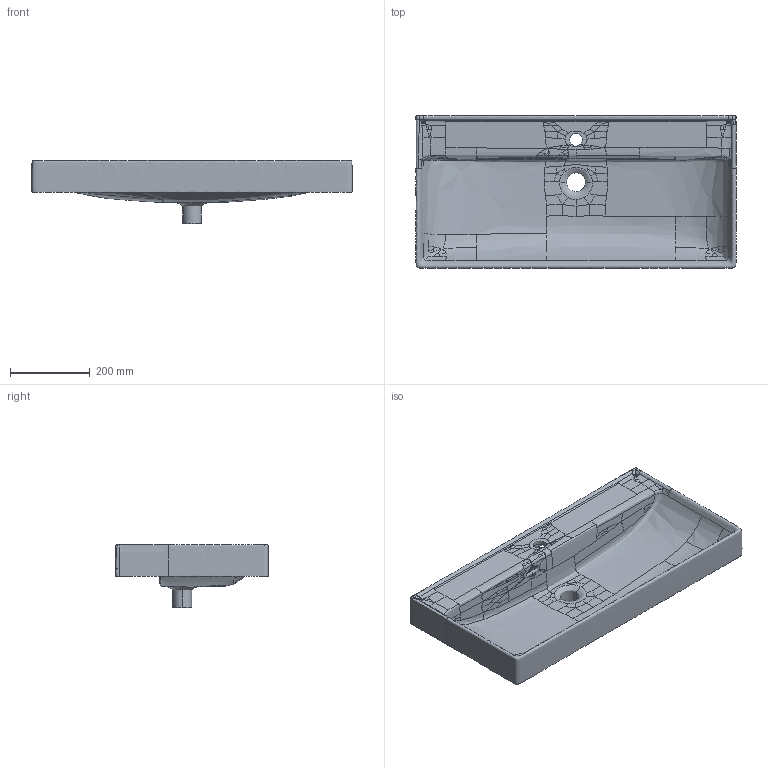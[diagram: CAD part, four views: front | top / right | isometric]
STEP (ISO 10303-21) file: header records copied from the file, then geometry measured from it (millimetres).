
FILE_DESCRIPTION(/* description */ (''),/* implementation_level */ '2;1');
FILE_NAME(/* name */ '9980',/* time_stamp */ '2024-12-16T14:36:36+03:00',/* author */ (''),/* organization */ (''),/* preprocessor_version */ 'ST-DEVELOPER v16.5',/* originating_system */ '',/* authorisation */ '');
FILE_SCHEMA (('AUTOMOTIVE_DESIGN_CC2'));
Length unit declared in the file: millimetre
Products named in the file (1): Document
Bounding box: 802 x 382 x 158 mm (x, y, z)
Surface area: 621424 mm2 (no closed solid volume)
Topology: 0 solids, 1 shells, 249 faces, 645 edges, 394 vertices
Faces by surface type: bspline 249
Entity records: 36428 total; most frequent: CARTESIAN_POINT 32448, ORIENTED_EDGE 1275, EDGE_CURVE 645, B_SPLINE_CURVE_WITH_KNOTS 645, VERTEX_POINT 394, ADVANCED_FACE 249, FACE_OUTER_BOUND 249, EDGE_LOOP 249
